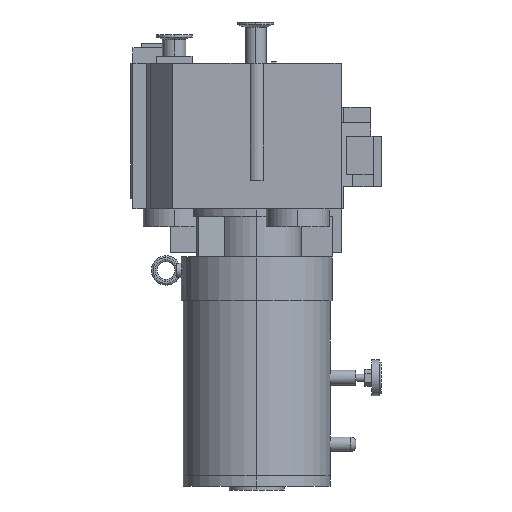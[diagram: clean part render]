
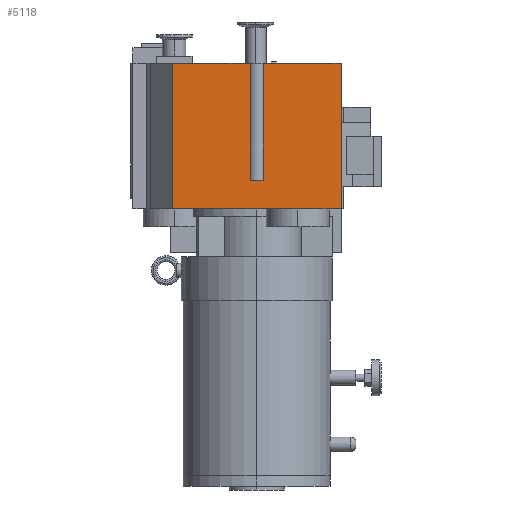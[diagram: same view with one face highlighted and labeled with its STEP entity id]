
A CAD part, left-side view. The second image highlights one B-rep face of the part: STEP entity #5118.
In plain terms, the highlighted planar face has unit normal (-1, 0, 0).
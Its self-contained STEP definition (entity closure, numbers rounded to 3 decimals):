
#153 = DIRECTION ( 'NONE',  ( 1., 0., 0. ) ) ;
#227 = EDGE_CURVE ( 'NONE', #5847, #7551, #5876, .T. ) ;
#233 = CARTESIAN_POINT ( 'NONE',  ( -128., 233., 162. ) ) ;
#416 = DIRECTION ( 'NONE',  ( 0., 0., 1. ) ) ;
#503 = EDGE_CURVE ( 'NONE', #2729, #863, #975, .T. ) ;
#595 = EDGE_CURVE ( 'NONE', #3072, #2520, #2264, .T. ) ;
#627 = DIRECTION ( 'NONE',  ( 0., -1., 0. ) ) ;
#670 = ORIENTED_EDGE ( 'NONE', *, *, #595, .F. ) ;
#806 = CARTESIAN_POINT ( 'NONE',  ( -128., 45., 0. ) ) ;
#822 = DIRECTION ( 'NONE',  ( 0., -1., 0. ) ) ;
#863 = VERTEX_POINT ( 'NONE', #806 ) ;
#939 = DIRECTION ( 'NONE',  ( 0., 0., -1. ) ) ;
#975 = LINE ( 'NONE', #3077, #8560 ) ;
#1066 = ORIENTED_EDGE ( 'NONE', *, *, #1603, .T. ) ;
#1203 = CARTESIAN_POINT ( 'NONE',  ( -128., 45., 162. ) ) ;
#1424 = VECTOR ( 'NONE', #7625, 1000. ) ;
#1468 = DIRECTION ( 'NONE',  ( 0., 0., 1. ) ) ;
#1470 = EDGE_CURVE ( 'NONE', #1954, #863, #2700, .T. ) ;
#1603 = EDGE_CURVE ( 'NONE', #2067, #2520, #9244, .T. ) ;
#1759 = CARTESIAN_POINT ( 'NONE',  ( -128., 146.146, 32. ) ) ;
#1954 = VERTEX_POINT ( 'NONE', #8243 ) ;
#2057 = DIRECTION ( 'NONE',  ( 0., 0., -1. ) ) ;
#2067 = VERTEX_POINT ( 'NONE', #1759 ) ;
#2264 = LINE ( 'NONE', #6264, #5904 ) ;
#2469 = LINE ( 'NONE', #6514, #4165 ) ;
#2470 = EDGE_CURVE ( 'NONE', #5847, #2067, #3049, .T. ) ;
#2508 = CARTESIAN_POINT ( 'NONE',  ( -128., 233., 0. ) ) ;
#2520 = VERTEX_POINT ( 'NONE', #6115 ) ;
#2700 = LINE ( 'NONE', #2508, #1424 ) ;
#2729 = VERTEX_POINT ( 'NONE', #1203 ) ;
#3049 = LINE ( 'NONE', #3830, #6918 ) ;
#3072 = VERTEX_POINT ( 'NONE', #233 ) ;
#3077 = CARTESIAN_POINT ( 'NONE',  ( -128., 45., 162. ) ) ;
#3199 = ORIENTED_EDGE ( 'NONE', *, *, #503, .F. ) ;
#3830 = CARTESIAN_POINT ( 'NONE',  ( -128., 146.146, 32. ) ) ;
#3941 = VECTOR ( 'NONE', #1468, 1000. ) ;
#4165 = VECTOR ( 'NONE', #627, 1000. ) ;
#4286 = EDGE_CURVE ( 'NONE', #3072, #1954, #8512, .T. ) ;
#4722 = CARTESIAN_POINT ( 'NONE',  ( -128., 131.854, 162. ) ) ;
#4828 = CARTESIAN_POINT ( 'NONE',  ( -128., 146.146, 32. ) ) ;
#4868 = CARTESIAN_POINT ( 'NONE',  ( -128., 131.854, 32. ) ) ;
#5118 = ADVANCED_FACE ( 'NONE', ( #9425 ), #9010, .F. ) ;
#5327 = VECTOR ( 'NONE', #416, 1000. ) ;
#5847 = VERTEX_POINT ( 'NONE', #7804 ) ;
#5866 = ORIENTED_EDGE ( 'NONE', *, *, #7842, .F. ) ;
#5876 = LINE ( 'NONE', #4868, #3941 ) ;
#5904 = VECTOR ( 'NONE', #822, 1000. ) ;
#6080 = ORIENTED_EDGE ( 'NONE', *, *, #4286, .T. ) ;
#6115 = CARTESIAN_POINT ( 'NONE',  ( -128., 146.146, 162. ) ) ;
#6264 = CARTESIAN_POINT ( 'NONE',  ( -128., 233., 162. ) ) ;
#6311 = VECTOR ( 'NONE', #9546, 1000. ) ;
#6420 = AXIS2_PLACEMENT_3D ( 'NONE', #6776, #153, #939 ) ;
#6514 = CARTESIAN_POINT ( 'NONE',  ( -128., 233., 162. ) ) ;
#6776 = CARTESIAN_POINT ( 'NONE',  ( -128., 233., 162. ) ) ;
#6918 = VECTOR ( 'NONE', #8231, 1000. ) ;
#6938 = ORIENTED_EDGE ( 'NONE', *, *, #1470, .T. ) ;
#7050 = ORIENTED_EDGE ( 'NONE', *, *, #227, .F. ) ;
#7551 = VERTEX_POINT ( 'NONE', #4722 ) ;
#7625 = DIRECTION ( 'NONE',  ( 0., -1., 0. ) ) ;
#7804 = CARTESIAN_POINT ( 'NONE',  ( -128., 131.854, 32. ) ) ;
#7842 = EDGE_CURVE ( 'NONE', #7551, #2729, #2469, .T. ) ;
#8036 = ORIENTED_EDGE ( 'NONE', *, *, #2470, .T. ) ;
#8231 = DIRECTION ( 'NONE',  ( 0., 1., 0. ) ) ;
#8243 = CARTESIAN_POINT ( 'NONE',  ( -128., 233., 0. ) ) ;
#8512 = LINE ( 'NONE', #8565, #6311 ) ;
#8560 = VECTOR ( 'NONE', #2057, 1000. ) ;
#8565 = CARTESIAN_POINT ( 'NONE',  ( -128., 233., 162. ) ) ;
#9010 = PLANE ( 'NONE',  #6420 ) ;
#9185 = EDGE_LOOP ( 'NONE', ( #8036, #1066, #670, #6080, #6938, #3199, #5866, #7050 ) ) ;
#9244 = LINE ( 'NONE', #4828, #5327 ) ;
#9425 = FACE_OUTER_BOUND ( 'NONE', #9185, .T. ) ;
#9546 = DIRECTION ( 'NONE',  ( 0., 0., -1. ) ) ;
